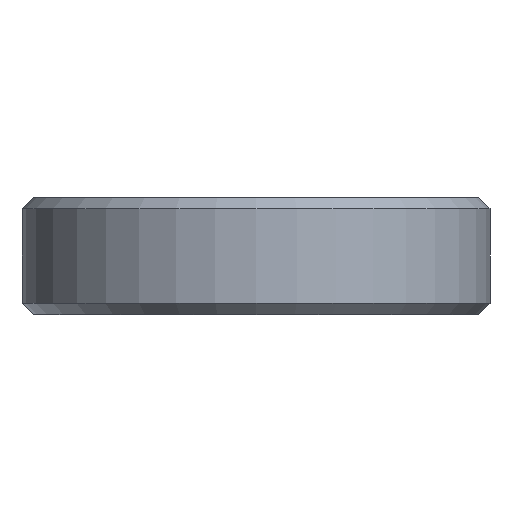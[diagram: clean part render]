
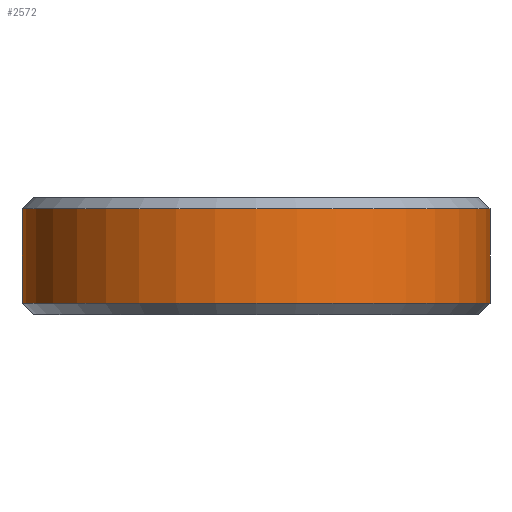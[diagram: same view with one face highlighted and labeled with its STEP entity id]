
A CAD part, left-side view. The second image highlights one B-rep face of the part: STEP entity #2572.
In plain terms, the highlighted cylindrical face has radius 6.25 mm (diameter 12.5 mm), a partial arc.
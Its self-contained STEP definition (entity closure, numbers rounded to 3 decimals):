
#140 = VERTEX_POINT('',#141);
#141 = CARTESIAN_POINT('',(0.,-6.25,0.3));
#156 = CONICAL_SURFACE('',#157,6.25,0.785);
#157 = AXIS2_PLACEMENT_3D('',#158,#159,#160);
#158 = CARTESIAN_POINT('',(0.,0.,0.3));
#159 = DIRECTION('',(0.,0.,1.));
#160 = DIRECTION('',(0.,1.,0.));
#181 = PLANE('',#182);
#182 = AXIS2_PLACEMENT_3D('',#183,#184,#185);
#183 = CARTESIAN_POINT('',(212.5,-6.25,0.));
#184 = DIRECTION('',(0.,-1.,0.));
#185 = DIRECTION('',(-1.,0.,0.));
#284 = PLANE('',#285);
#285 = AXIS2_PLACEMENT_3D('',#286,#287,#288);
#286 = CARTESIAN_POINT('',(212.5,6.25,0.));
#287 = DIRECTION('',(0.,-1.,0.));
#288 = DIRECTION('',(-1.,0.,0.));
#1262 = VERTEX_POINT('',#1263);
#1263 = CARTESIAN_POINT('',(0.,6.25,0.3));
#1308 = EDGE_CURVE('',#1262,#140,#1309,.T.);
#1309 = SURFACE_CURVE('',#1310,(#1315,#1322),.PCURVE_S1.);
#1310 = CIRCLE('',#1311,6.25);
#1311 = AXIS2_PLACEMENT_3D('',#1312,#1313,#1314);
#1312 = CARTESIAN_POINT('',(0.,0.,0.3));
#1313 = DIRECTION('',(0.,-0.,1.));
#1314 = DIRECTION('',(0.,1.,0.));
#1315 = PCURVE('',#156,#1316);
#1316 = DEFINITIONAL_REPRESENTATION('',(#1317),#1321);
#1317 = LINE('',#1318,#1319);
#1318 = CARTESIAN_POINT('',(0.,-0.));
#1319 = VECTOR('',#1320,1.);
#1320 = DIRECTION('',(1.,-0.));
#1321 = ( GEOMETRIC_REPRESENTATION_CONTEXT(2) 
PARAMETRIC_REPRESENTATION_CONTEXT() REPRESENTATION_CONTEXT('2D SPACE',''
  ) );
#1322 = PCURVE('',#1323,#1328);
#1323 = CYLINDRICAL_SURFACE('',#1324,6.25);
#1324 = AXIS2_PLACEMENT_3D('',#1325,#1326,#1327);
#1325 = CARTESIAN_POINT('',(0.,0.,0.));
#1326 = DIRECTION('',(-0.,-0.,-1.));
#1327 = DIRECTION('',(1.,0.,0.));
#1328 = DEFINITIONAL_REPRESENTATION('',(#1329),#1333);
#1329 = LINE('',#1330,#1331);
#1330 = CARTESIAN_POINT('',(-1.571,-0.3));
#1331 = VECTOR('',#1332,1.);
#1332 = DIRECTION('',(-1.,0.));
#1333 = ( GEOMETRIC_REPRESENTATION_CONTEXT(2) 
PARAMETRIC_REPRESENTATION_CONTEXT() REPRESENTATION_CONTEXT('2D SPACE',''
  ) );
#1342 = VERTEX_POINT('',#1343);
#1343 = CARTESIAN_POINT('',(0.,-6.25,2.825));
#1369 = EDGE_CURVE('',#140,#1342,#1370,.T.);
#1370 = SURFACE_CURVE('',#1371,(#1375,#1382),.PCURVE_S1.);
#1371 = LINE('',#1372,#1373);
#1372 = CARTESIAN_POINT('',(0.,-6.25,0.));
#1373 = VECTOR('',#1374,1.);
#1374 = DIRECTION('',(0.,0.,1.));
#1375 = PCURVE('',#181,#1376);
#1376 = DEFINITIONAL_REPRESENTATION('',(#1377),#1381);
#1377 = LINE('',#1378,#1379);
#1378 = CARTESIAN_POINT('',(212.5,0.));
#1379 = VECTOR('',#1380,1.);
#1380 = DIRECTION('',(0.,-1.));
#1381 = ( GEOMETRIC_REPRESENTATION_CONTEXT(2) 
PARAMETRIC_REPRESENTATION_CONTEXT() REPRESENTATION_CONTEXT('2D SPACE',''
  ) );
#1382 = PCURVE('',#1323,#1383);
#1383 = DEFINITIONAL_REPRESENTATION('',(#1384),#1388);
#1384 = LINE('',#1385,#1386);
#1385 = CARTESIAN_POINT('',(-4.712,0.));
#1386 = VECTOR('',#1387,1.);
#1387 = DIRECTION('',(-0.,-1.));
#1388 = ( GEOMETRIC_REPRESENTATION_CONTEXT(2) 
PARAMETRIC_REPRESENTATION_CONTEXT() REPRESENTATION_CONTEXT('2D SPACE',''
  ) );
#1474 = VERTEX_POINT('',#1475);
#1475 = CARTESIAN_POINT('',(0.,6.25,2.825));
#1496 = EDGE_CURVE('',#1262,#1474,#1497,.T.);
#1497 = SURFACE_CURVE('',#1498,(#1502,#1509),.PCURVE_S1.);
#1498 = LINE('',#1499,#1500);
#1499 = CARTESIAN_POINT('',(0.,6.25,0.));
#1500 = VECTOR('',#1501,1.);
#1501 = DIRECTION('',(0.,0.,1.));
#1502 = PCURVE('',#284,#1503);
#1503 = DEFINITIONAL_REPRESENTATION('',(#1504),#1508);
#1504 = LINE('',#1505,#1506);
#1505 = CARTESIAN_POINT('',(212.5,0.));
#1506 = VECTOR('',#1507,1.);
#1507 = DIRECTION('',(0.,-1.));
#1508 = ( GEOMETRIC_REPRESENTATION_CONTEXT(2) 
PARAMETRIC_REPRESENTATION_CONTEXT() REPRESENTATION_CONTEXT('2D SPACE',''
  ) );
#1509 = PCURVE('',#1323,#1510);
#1510 = DEFINITIONAL_REPRESENTATION('',(#1511),#1515);
#1511 = LINE('',#1512,#1513);
#1512 = CARTESIAN_POINT('',(-1.571,0.));
#1513 = VECTOR('',#1514,1.);
#1514 = DIRECTION('',(-0.,-1.));
#1515 = ( GEOMETRIC_REPRESENTATION_CONTEXT(2) 
PARAMETRIC_REPRESENTATION_CONTEXT() REPRESENTATION_CONTEXT('2D SPACE',''
  ) );
#2572 = ADVANCED_FACE('',(#2573),#1323,.T.);
#2573 = FACE_BOUND('',#2574,.F.);
#2574 = EDGE_LOOP('',(#2575,#2576,#2603,#2604));
#2575 = ORIENTED_EDGE('',*,*,#1496,.T.);
#2576 = ORIENTED_EDGE('',*,*,#2577,.T.);
#2577 = EDGE_CURVE('',#1474,#1342,#2578,.T.);
#2578 = SURFACE_CURVE('',#2579,(#2584,#2591),.PCURVE_S1.);
#2579 = CIRCLE('',#2580,6.25);
#2580 = AXIS2_PLACEMENT_3D('',#2581,#2582,#2583);
#2581 = CARTESIAN_POINT('',(0.,0.,2.825));
#2582 = DIRECTION('',(0.,-0.,1.));
#2583 = DIRECTION('',(0.,1.,0.));
#2584 = PCURVE('',#1323,#2585);
#2585 = DEFINITIONAL_REPRESENTATION('',(#2586),#2590);
#2586 = LINE('',#2587,#2588);
#2587 = CARTESIAN_POINT('',(-1.571,-2.825));
#2588 = VECTOR('',#2589,1.);
#2589 = DIRECTION('',(-1.,0.));
#2590 = ( GEOMETRIC_REPRESENTATION_CONTEXT(2) 
PARAMETRIC_REPRESENTATION_CONTEXT() REPRESENTATION_CONTEXT('2D SPACE',''
  ) );
#2591 = PCURVE('',#2592,#2597);
#2592 = CONICAL_SURFACE('',#2593,6.25,0.785);
#2593 = AXIS2_PLACEMENT_3D('',#2594,#2595,#2596);
#2594 = CARTESIAN_POINT('',(0.,0.,2.825));
#2595 = DIRECTION('',(-0.,-0.,-1.));
#2596 = DIRECTION('',(0.,1.,0.));
#2597 = DEFINITIONAL_REPRESENTATION('',(#2598),#2602);
#2598 = LINE('',#2599,#2600);
#2599 = CARTESIAN_POINT('',(-0.,-0.));
#2600 = VECTOR('',#2601,1.);
#2601 = DIRECTION('',(-1.,-0.));
#2602 = ( GEOMETRIC_REPRESENTATION_CONTEXT(2) 
PARAMETRIC_REPRESENTATION_CONTEXT() REPRESENTATION_CONTEXT('2D SPACE',''
  ) );
#2603 = ORIENTED_EDGE('',*,*,#1369,.F.);
#2604 = ORIENTED_EDGE('',*,*,#1308,.F.);
